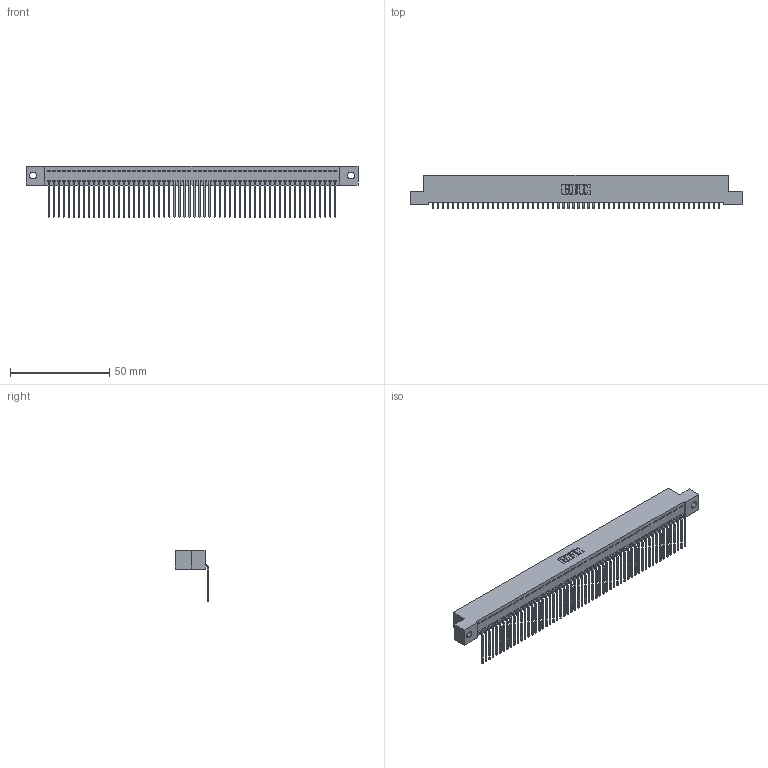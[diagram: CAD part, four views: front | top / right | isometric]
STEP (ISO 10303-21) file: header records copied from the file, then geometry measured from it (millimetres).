
FILE_DESCRIPTION (( 'STEP AP203' ), '1' );
FILE_NAME ('342-058-559-102.STEP', '2019-10-03T13:05:47', ( '' ), ( '' ), 'SwSTEP 2.0', 'SolidWorks 2016', '' );
FILE_SCHEMA (( 'CONFIG_CONTROL_DESIGN' ));
Length unit declared in the file: inch
Products named in the file (3): 342 Part_.128 Slot; 345-292-001_558 559 Tail - 1; 342-058-559-102
Assembly tree (59 placements, depth 2):
  342-058-559-102
    342 Part_.128 Slot
    345-292-001_558 559 Tail - 1  x58
Bounding box: 167.64 x 16.83 x 25.78 mm (x, y, z)
Volume: 14898.7 mm3; surface area: 23033.9 mm2
Topology: 59 solids, 59 shells, 3594 faces, 10867 edges, 7166 vertices
Faces by surface type: plane 2622, cylinder 972
Entity records: 33475 total; most frequent: CARTESIAN_POINT 5780, ORIENTED_EDGE 5774, DIRECTION 4843, EDGE_CURVE 2887, LINE 2759, VECTOR 2759, VERTEX_POINT 1922, AXIS2_PLACEMENT_3D 1042
